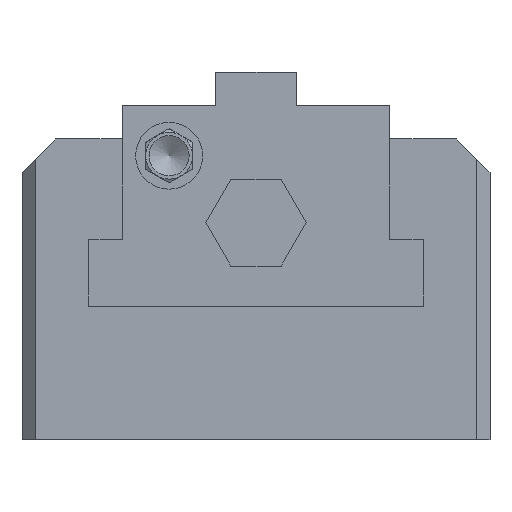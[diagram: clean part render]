
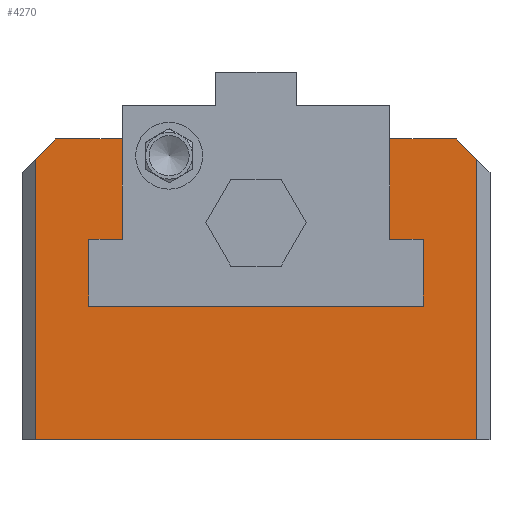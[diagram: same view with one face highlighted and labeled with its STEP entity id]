
A CAD part, front view. The second image highlights one B-rep face of the part: STEP entity #4270.
In plain terms, the highlighted planar face has unit normal (0, -1, 0).
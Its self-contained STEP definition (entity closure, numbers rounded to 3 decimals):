
#266=FACE_OUTER_BOUND('',#516,.T.);
#516=EDGE_LOOP('',(#2785,#2786,#2787,#2788,#2789,#2790,#2791,#2792,#2793,
#2794,#2795,#2796,#2797,#2798));
#909=LINE('',#6185,#1287);
#956=LINE('',#6320,#1334);
#960=LINE('',#6328,#1338);
#963=LINE('',#6335,#1341);
#977=LINE('',#6363,#1355);
#978=LINE('',#6366,#1356);
#979=LINE('',#6368,#1357);
#980=LINE('',#6370,#1358);
#981=LINE('',#6372,#1359);
#982=LINE('',#6374,#1360);
#983=LINE('',#6375,#1361);
#984=LINE('',#6376,#1362);
#985=LINE('',#6378,#1363);
#986=LINE('',#6379,#1364);
#1287=VECTOR('',#5042,10.);
#1334=VECTOR('',#5139,10.);
#1338=VECTOR('',#5145,10.);
#1341=VECTOR('',#5150,10.);
#1355=VECTOR('',#5172,10.);
#1356=VECTOR('',#5175,10.);
#1357=VECTOR('',#5176,10.);
#1358=VECTOR('',#5177,10.);
#1359=VECTOR('',#5178,10.);
#1360=VECTOR('',#5179,10.);
#1361=VECTOR('',#5180,10.);
#1362=VECTOR('',#5181,10.);
#1363=VECTOR('',#5182,10.);
#1364=VECTOR('',#5183,10.);
#1675=VERTEX_POINT('',#6182);
#1676=VERTEX_POINT('',#6184);
#1713=VERTEX_POINT('',#6316);
#1715=VERTEX_POINT('',#6319);
#1717=VERTEX_POINT('',#6325);
#1719=VERTEX_POINT('',#6331);
#1721=VERTEX_POINT('',#6334);
#1731=VERTEX_POINT('',#6361);
#1732=VERTEX_POINT('',#6365);
#1733=VERTEX_POINT('',#6367);
#1734=VERTEX_POINT('',#6369);
#1735=VERTEX_POINT('',#6371);
#1736=VERTEX_POINT('',#6373);
#1737=VERTEX_POINT('',#6377);
#2073=EDGE_CURVE('',#1675,#1676,#909,.T.);
#2132=EDGE_CURVE('',#1713,#1715,#956,.T.);
#2136=EDGE_CURVE('',#1717,#1713,#960,.T.);
#2139=EDGE_CURVE('',#1719,#1721,#963,.T.);
#2154=EDGE_CURVE('',#1721,#1731,#977,.T.);
#2155=EDGE_CURVE('',#1732,#1717,#978,.T.);
#2156=EDGE_CURVE('',#1733,#1732,#979,.T.);
#2157=EDGE_CURVE('',#1734,#1733,#980,.T.);
#2158=EDGE_CURVE('',#1735,#1734,#981,.T.);
#2159=EDGE_CURVE('',#1736,#1735,#982,.T.);
#2160=EDGE_CURVE('',#1731,#1736,#983,.T.);
#2161=EDGE_CURVE('',#1676,#1719,#984,.T.);
#2162=EDGE_CURVE('',#1737,#1675,#985,.T.);
#2163=EDGE_CURVE('',#1715,#1737,#986,.T.);
#2785=ORIENTED_EDGE('',*,*,#2132,.F.);
#2786=ORIENTED_EDGE('',*,*,#2136,.F.);
#2787=ORIENTED_EDGE('',*,*,#2155,.F.);
#2788=ORIENTED_EDGE('',*,*,#2156,.F.);
#2789=ORIENTED_EDGE('',*,*,#2157,.F.);
#2790=ORIENTED_EDGE('',*,*,#2158,.F.);
#2791=ORIENTED_EDGE('',*,*,#2159,.F.);
#2792=ORIENTED_EDGE('',*,*,#2160,.F.);
#2793=ORIENTED_EDGE('',*,*,#2154,.F.);
#2794=ORIENTED_EDGE('',*,*,#2139,.F.);
#2795=ORIENTED_EDGE('',*,*,#2161,.F.);
#2796=ORIENTED_EDGE('',*,*,#2073,.F.);
#2797=ORIENTED_EDGE('',*,*,#2162,.F.);
#2798=ORIENTED_EDGE('',*,*,#2163,.F.);
#3865=PLANE('',#4669);
#4270=ADVANCED_FACE('',(#266),#3865,.F.);
#4669=AXIS2_PLACEMENT_3D('',#6364,#5173,#5174);
#5042=DIRECTION('',(1.,0.,0.));
#5139=DIRECTION('',(0.,0.,-1.));
#5145=DIRECTION('',(1.,0.,0.));
#5150=DIRECTION('',(-1.,0.,0.));
#5172=DIRECTION('',(0.,0.,1.));
#5173=DIRECTION('center_axis',(0.,1.,0.));
#5174=DIRECTION('ref_axis',(0.,0.,1.));
#5175=DIRECTION('',(0.707,0.,0.707));
#5176=DIRECTION('',(0.,0.,1.));
#5177=DIRECTION('',(-1.,0.,0.));
#5178=DIRECTION('',(0.,0.,-1.));
#5179=DIRECTION('',(0.707,0.,-0.707));
#5180=DIRECTION('',(1.,0.,0.));
#5181=DIRECTION('',(0.,0.,1.));
#5182=DIRECTION('',(0.,0.,-1.));
#5183=DIRECTION('',(-1.,0.,0.));
#6182=CARTESIAN_POINT('',(-24.884,-40.,20.));
#6184=CARTESIAN_POINT('',(25.116,-40.,20.));
#6185=CARTESIAN_POINT('',(-17.384,-40.,20.));
#6316=CARTESIAN_POINT('',(-19.884,-40.,45.));
#6319=CARTESIAN_POINT('',(-19.884,-40.,30.));
#6320=CARTESIAN_POINT('',(-19.884,-40.,23.5));
#6325=CARTESIAN_POINT('',(-29.884,-40.,45.));
#6328=CARTESIAN_POINT('',(-17.384,-40.,45.));
#6331=CARTESIAN_POINT('',(25.116,-40.,30.));
#6334=CARTESIAN_POINT('',(20.116,-40.,30.));
#6335=CARTESIAN_POINT('',(-4.884,-40.,30.));
#6361=CARTESIAN_POINT('',(20.116,-40.,45.));
#6363=CARTESIAN_POINT('',(20.116,-40.,15.));
#6364=CARTESIAN_POINT('Origin',(-34.884,-40.,0.));
#6365=CARTESIAN_POINT('',(-32.884,-40.,42.));
#6366=CARTESIAN_POINT('',(-43.634,-40.,31.25));
#6367=CARTESIAN_POINT('',(-32.884,-40.,0.));
#6368=CARTESIAN_POINT('',(-32.884,-40.,0.));
#6369=CARTESIAN_POINT('',(33.116,-40.,0.));
#6370=CARTESIAN_POINT('',(-17.384,-40.,0.));
#6371=CARTESIAN_POINT('',(33.116,-40.,42.));
#6372=CARTESIAN_POINT('',(33.116,-40.,0.));
#6373=CARTESIAN_POINT('',(30.116,-40.,45.));
#6374=CARTESIAN_POINT('',(26.366,-40.,48.75));
#6375=CARTESIAN_POINT('',(-17.384,-40.,45.));
#6376=CARTESIAN_POINT('',(25.116,-40.,10.));
#6377=CARTESIAN_POINT('',(-24.884,-40.,30.));
#6378=CARTESIAN_POINT('',(-24.884,-40.,15.));
#6379=CARTESIAN_POINT('',(-27.384,-40.,30.));
